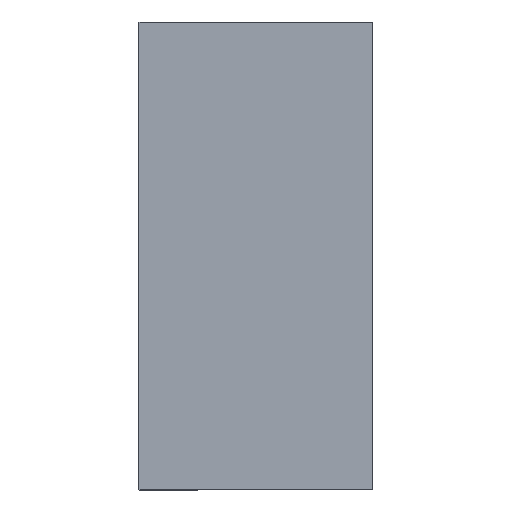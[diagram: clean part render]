
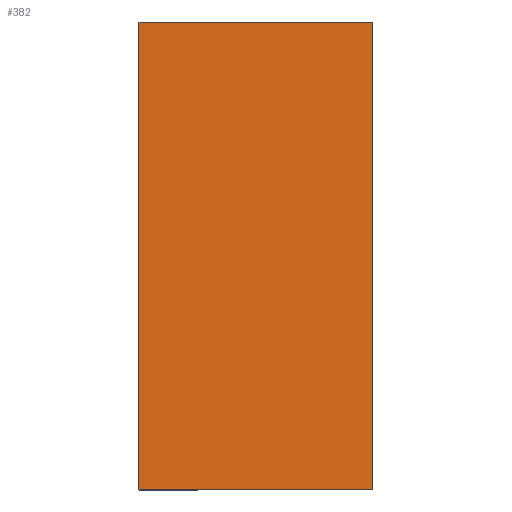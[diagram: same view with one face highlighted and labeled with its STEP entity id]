
A CAD part, left-side view. The second image highlights one B-rep face of the part: STEP entity #382.
In plain terms, the highlighted planar face has unit normal (-1, 0, 0).
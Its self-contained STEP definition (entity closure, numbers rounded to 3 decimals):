
#49 = CARTESIAN_POINT ( 'NONE',  ( -30., 0., -10. ) ) ;
#65 = FACE_OUTER_BOUND ( 'NONE', #341, .T. ) ;
#69 = ORIENTED_EDGE ( 'NONE', *, *, #279, .F. ) ;
#78 = CARTESIAN_POINT ( 'NONE',  ( -30., 0., 10. ) ) ;
#106 = VERTEX_POINT ( 'NONE', #295 ) ;
#113 = EDGE_CURVE ( 'NONE', #106, #560, #494, .T. ) ;
#114 = CARTESIAN_POINT ( 'NONE',  ( -30., 10., -10. ) ) ;
#130 = LINE ( 'NONE', #228, #345 ) ;
#135 = EDGE_CURVE ( 'NONE', #560, #190, #177, .T. ) ;
#140 = DIRECTION ( 'NONE',  ( 0., 0., 1. ) ) ;
#142 = ORIENTED_EDGE ( 'NONE', *, *, #113, .T. ) ;
#173 = DIRECTION ( 'NONE',  ( 1., 0., 0. ) ) ;
#177 = LINE ( 'NONE', #317, #375 ) ;
#190 = VERTEX_POINT ( 'NONE', #78 ) ;
#198 = EDGE_CURVE ( 'NONE', #252, #190, #130, .T. ) ;
#228 = CARTESIAN_POINT ( 'NONE',  ( -30., 10., 10. ) ) ;
#249 = AXIS2_PLACEMENT_3D ( 'NONE', #601, #173, #606 ) ;
#252 = VERTEX_POINT ( 'NONE', #628 ) ;
#268 = PLANE ( 'NONE',  #249 ) ;
#279 = EDGE_CURVE ( 'NONE', #106, #252, #421, .T. ) ;
#295 = CARTESIAN_POINT ( 'NONE',  ( -30., 10., -10. ) ) ;
#299 = VECTOR ( 'NONE', #140, 1000. ) ;
#306 = DIRECTION ( 'NONE',  ( 0., -1., 0. ) ) ;
#317 = CARTESIAN_POINT ( 'NONE',  ( -30., 0., 10. ) ) ;
#341 = EDGE_LOOP ( 'NONE', ( #541, #495, #69, #142 ) ) ;
#345 = VECTOR ( 'NONE', #361, 1000. ) ;
#361 = DIRECTION ( 'NONE',  ( 0., -1., 0. ) ) ;
#375 = VECTOR ( 'NONE', #402, 1000. ) ;
#382 = ADVANCED_FACE ( 'NONE', ( #65 ), #268, .F. ) ;
#402 = DIRECTION ( 'NONE',  ( 0., 0., 1. ) ) ;
#421 = LINE ( 'NONE', #425, #299 ) ;
#425 = CARTESIAN_POINT ( 'NONE',  ( -30., 10., 10. ) ) ;
#494 = LINE ( 'NONE', #114, #582 ) ;
#495 = ORIENTED_EDGE ( 'NONE', *, *, #198, .F. ) ;
#541 = ORIENTED_EDGE ( 'NONE', *, *, #135, .T. ) ;
#560 = VERTEX_POINT ( 'NONE', #49 ) ;
#582 = VECTOR ( 'NONE', #306, 1000. ) ;
#601 = CARTESIAN_POINT ( 'NONE',  ( -30., 10., 10. ) ) ;
#606 = DIRECTION ( 'NONE',  ( 0., 0., -1. ) ) ;
#628 = CARTESIAN_POINT ( 'NONE',  ( -30., 10., 10. ) ) ;
